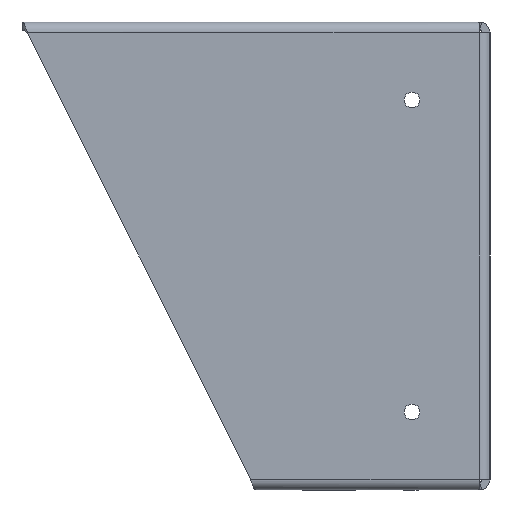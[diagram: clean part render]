
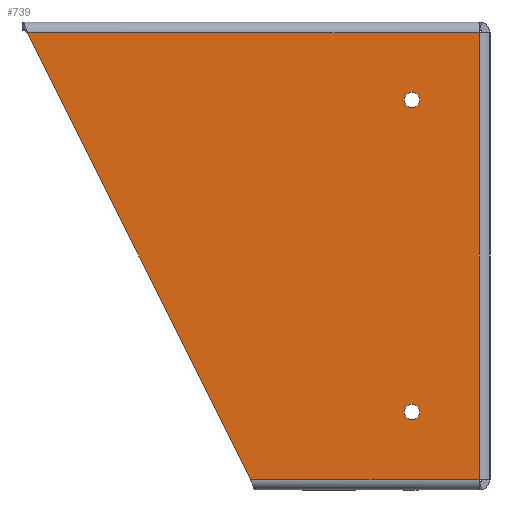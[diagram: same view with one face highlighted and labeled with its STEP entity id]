
A CAD part, left-side view. The second image highlights one B-rep face of the part: STEP entity #739.
In plain terms, the highlighted planar face has unit normal (-1, 0, 0).
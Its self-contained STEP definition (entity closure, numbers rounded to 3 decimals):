
#739 = ADVANCED_FACE( '', ( #1558, #1559, #1560 ), #1561, .T. );
#1558 = FACE_BOUND( '', #8758, .T. );
#1559 = FACE_BOUND( '', #8759, .T. );
#1560 = FACE_OUTER_BOUND( '', #8760, .T. );
#1561 = PLANE( '', #8761 );
#8758 = EDGE_LOOP( '', ( #12150 ) );
#8759 = EDGE_LOOP( '', ( #12151 ) );
#8760 = EDGE_LOOP( '', ( #12152, #12153, #12154, #12155 ) );
#8761 = AXIS2_PLACEMENT_3D( '', #12156, #12157, #12158 );
#12150 = ORIENTED_EDGE( '', *, *, #12871, .T. );
#12151 = ORIENTED_EDGE( '', *, *, #12994, .T. );
#12152 = ORIENTED_EDGE( '', *, *, #13398, .T. );
#12153 = ORIENTED_EDGE( '', *, *, #13399, .T. );
#12154 = ORIENTED_EDGE( '', *, *, #12703, .T. );
#12155 = ORIENTED_EDGE( '', *, *, #12842, .T. );
#12156 = CARTESIAN_POINT( '', ( -127., 0., 0. ) );
#12157 = DIRECTION( '', ( -1., 0., 0. ) );
#12158 = DIRECTION( '', ( 0., -1., 0. ) );
#12703 = EDGE_CURVE( '', #13591, #13598, #13600, .T. );
#12842 = EDGE_CURVE( '', #13598, #13826, #13828, .T. );
#12871 = EDGE_CURVE( '', #13875, #13875, #13876, .F. );
#12994 = EDGE_CURVE( '', #14053, #14053, #14054, .F. );
#13398 = EDGE_CURVE( '', #13826, #14375, #14549, .T. );
#13399 = EDGE_CURVE( '', #14375, #13591, #14550, .T. );
#13591 = VERTEX_POINT( '', #14914 );
#13598 = VERTEX_POINT( '', #14934 );
#13600 = LINE( '', #14945, #14946 );
#13826 = VERTEX_POINT( '', #15562 );
#13828 = LINE( '', #15565, #15566 );
#13875 = VERTEX_POINT( '', #15705 );
#13876 = CIRCLE( '', #15706, 2.553 );
#14053 = VERTEX_POINT( '', #16253 );
#14054 = CIRCLE( '', #16254, 2.553 );
#14375 = VERTEX_POINT( '', #17049 );
#14549 = LINE( '', #17522, #17523 );
#14550 = LINE( '', #17524, #17525 );
#14914 = CARTESIAN_POINT( '', ( -127., 3.48, 72.72 ) );
#14934 = CARTESIAN_POINT( '', ( -127., 150.66, 72.72 ) );
#14945 = CARTESIAN_POINT( '', ( -127., 150.66, 72.72 ) );
#14946 = VECTOR( '', #17798, 1000. );
#15562 = CARTESIAN_POINT( '', ( -127., 77.94, -72.72 ) );
#15565 = CARTESIAN_POINT( '', ( -127., 152.4, 76.2 ) );
#15566 = VECTOR( '', #17909, 1000. );
#15705 = CARTESIAN_POINT( '', ( -127., 22.847, 50.8 ) );
#15706 = AXIS2_PLACEMENT_3D( '', #17933, #17934, #17935 );
#16253 = CARTESIAN_POINT( '', ( -127., 22.847, -50.8 ) );
#16254 = AXIS2_PLACEMENT_3D( '', #18037, #18038, #18039 );
#17049 = CARTESIAN_POINT( '', ( -127., 3.48, -72.72 ) );
#17522 = CARTESIAN_POINT( '', ( -127., 3.48, -72.72 ) );
#17523 = VECTOR( '', #18384, 1000. );
#17524 = CARTESIAN_POINT( '', ( -127., 3.48, -76.2 ) );
#17525 = VECTOR( '', #18385, 1000. );
#17798 = DIRECTION( '', ( 0., 1., 0. ) );
#17909 = DIRECTION( '', ( 0., -0.447, -0.894 ) );
#17933 = CARTESIAN_POINT( '', ( -127., 25.4, 50.8 ) );
#17934 = DIRECTION( '', ( -1., 0., 0. ) );
#17935 = DIRECTION( '', ( 0., -1., 0. ) );
#18037 = CARTESIAN_POINT( '', ( -127., 25.4, -50.8 ) );
#18038 = DIRECTION( '', ( -1., 0., 0. ) );
#18039 = DIRECTION( '', ( 0., -1., 0. ) );
#18384 = DIRECTION( '', ( 0., -1., 0. ) );
#18385 = DIRECTION( '', ( 0., 0., 1. ) );
